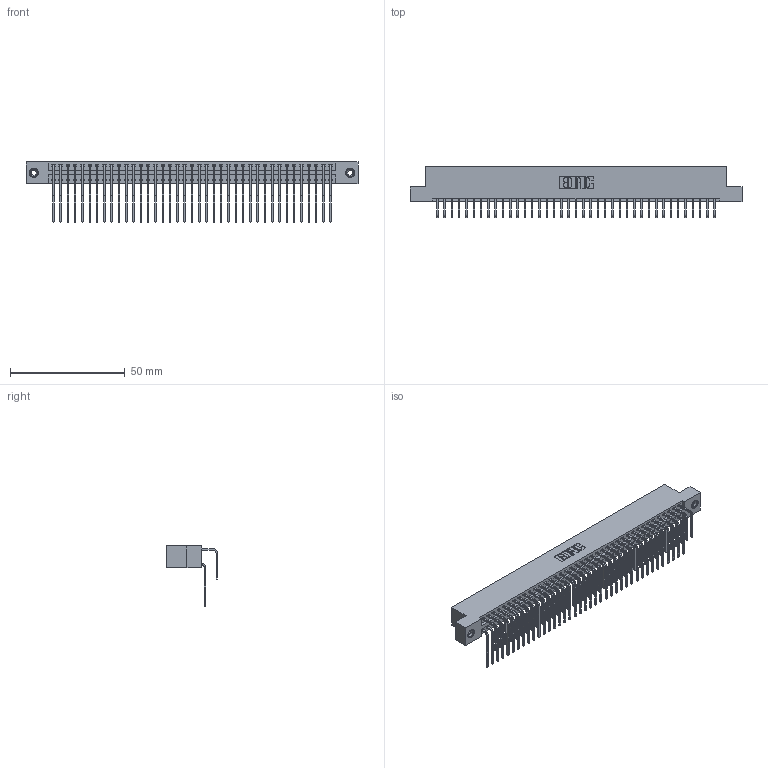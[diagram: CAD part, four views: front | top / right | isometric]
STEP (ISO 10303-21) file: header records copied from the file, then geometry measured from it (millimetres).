
FILE_DESCRIPTION (( 'STEP AP203' ), '1' );
FILE_NAME ('346-078-558-208.STEP', '2018-08-29T06:25:00', ( '' ), ( '' ), 'SwSTEP 2.0', 'SolidWorks 2016', '' );
FILE_SCHEMA (( 'CONFIG_CONTROL_DESIGN' ));
Length unit declared in the file: inch
Products named in the file (5): 346-078-558-208; 346 Part_Flush Mounting Lugs - 0.156 Dia-TI; 345-292-001_558 559 Tail - 1; 345-292-001_558 Tail - 2; 345-250-001_345-250-003-102
Assembly tree (81 placements, depth 2):
  346-078-558-208
    346 Part_Flush Mounting Lugs - 0.156 Dia-TI
    345-292-001_558 559 Tail - 1  x39
    345-292-001_558 Tail - 2  x39
    345-250-001_345-250-003-102  x2
Bounding box: 144.4 x 22.16 x 26.16 mm (x, y, z)
Volume: 14500.8 mm3; surface area: 22063.9 mm2
Topology: 81 solids, 81 shells, 4394 faces, 13023 edges, 8570 vertices
Faces by surface type: plane 2994, cylinder 1384, cone 12, torus 4
Entity records: 28826 total; most frequent: CARTESIAN_POINT 4790, ORIENTED_EDGE 4666, DIRECTION 4271, EDGE_CURVE 2333, VECTOR 1985, LINE 1985, VERTEX_POINT 1548, AXIS2_PLACEMENT_3D 1143
